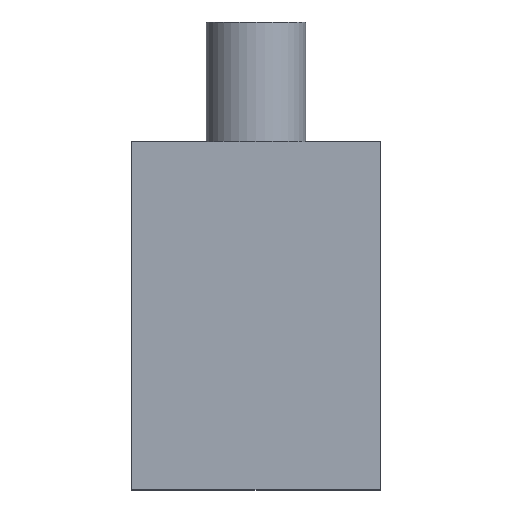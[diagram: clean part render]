
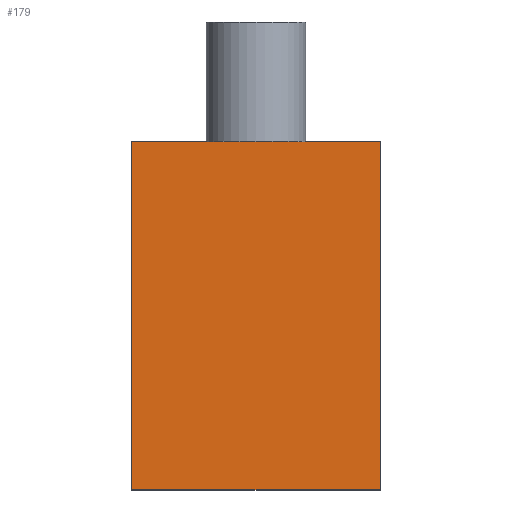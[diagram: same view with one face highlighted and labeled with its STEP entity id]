
A CAD part, top view. The second image highlights one B-rep face of the part: STEP entity #179.
In plain terms, the highlighted planar face has unit normal (0, 0, 1).
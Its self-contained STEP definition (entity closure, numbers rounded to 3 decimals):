
#24=FACE_OUTER_BOUND('',#35,.T.);
#35=EDGE_LOOP('',(#143,#144,#145,#146,#147,#148));
#43=LINE('',#271,#60);
#45=LINE('',#282,#62);
#50=LINE('',#291,#67);
#53=LINE('',#299,#70);
#56=LINE('',#303,#73);
#58=LINE('',#306,#75);
#60=VECTOR('',#220,10.);
#62=VECTOR('',#236,10.);
#67=VECTOR('',#243,10.);
#70=VECTOR('',#248,10.);
#73=VECTOR('',#253,10.);
#75=VECTOR('',#257,10.);
#78=VERTEX_POINT('',#269);
#79=VERTEX_POINT('',#270);
#81=VERTEX_POINT('',#281);
#84=VERTEX_POINT('',#289);
#87=VERTEX_POINT('',#296);
#88=VERTEX_POINT('',#298);
#91=EDGE_CURVE('',#78,#79,#43,.T.);
#97=EDGE_CURVE('',#81,#78,#45,.T.);
#102=EDGE_CURVE('',#79,#84,#50,.T.);
#105=EDGE_CURVE('',#88,#87,#53,.T.);
#108=EDGE_CURVE('',#84,#88,#56,.T.);
#110=EDGE_CURVE('',#87,#81,#58,.T.);
#143=ORIENTED_EDGE('',*,*,#110,.T.);
#144=ORIENTED_EDGE('',*,*,#97,.T.);
#145=ORIENTED_EDGE('',*,*,#91,.T.);
#146=ORIENTED_EDGE('',*,*,#102,.T.);
#147=ORIENTED_EDGE('',*,*,#108,.T.);
#148=ORIENTED_EDGE('',*,*,#105,.T.);
#163=PLANE('',#209);
#179=ADVANCED_FACE('',(#24),#163,.T.);
#209=AXIS2_PLACEMENT_3D('',#307,#258,#259);
#220=DIRECTION('',(-1.,0.,0.));
#236=DIRECTION('',(-1.,0.,0.));
#243=DIRECTION('',(-1.,0.,0.));
#248=DIRECTION('',(1.,0.,0.));
#253=DIRECTION('',(0.,-1.,0.));
#257=DIRECTION('',(0.,1.,0.));
#258=DIRECTION('center_axis',(0.,0.,1.));
#259=DIRECTION('ref_axis',(1.,0.,0.));
#269=CARTESIAN_POINT('',(5.,17.5,1.57));
#270=CARTESIAN_POINT('',(-5.,17.5,1.57));
#271=CARTESIAN_POINT('',(12.5,17.5,1.57));
#281=CARTESIAN_POINT('',(12.5,17.5,1.57));
#282=CARTESIAN_POINT('',(12.5,17.5,1.57));
#289=CARTESIAN_POINT('',(-12.5,17.5,1.57));
#291=CARTESIAN_POINT('',(12.5,17.5,1.57));
#296=CARTESIAN_POINT('',(12.5,-17.5,1.57));
#298=CARTESIAN_POINT('',(-12.5,-17.5,1.57));
#299=CARTESIAN_POINT('',(-12.5,-17.5,1.57));
#303=CARTESIAN_POINT('',(-12.5,17.5,1.57));
#306=CARTESIAN_POINT('',(12.5,-17.5,1.57));
#307=CARTESIAN_POINT('Origin',(0.,0.,1.57));
